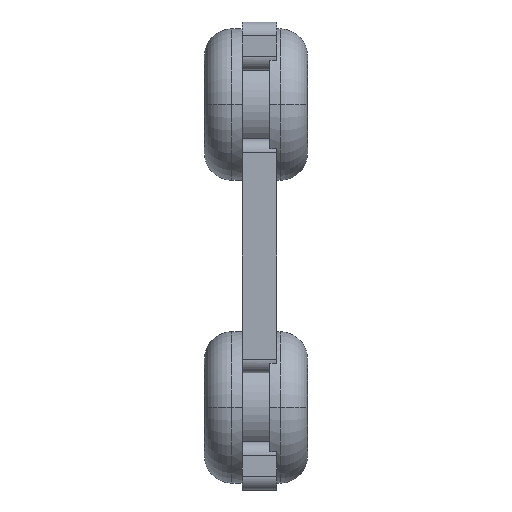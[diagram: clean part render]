
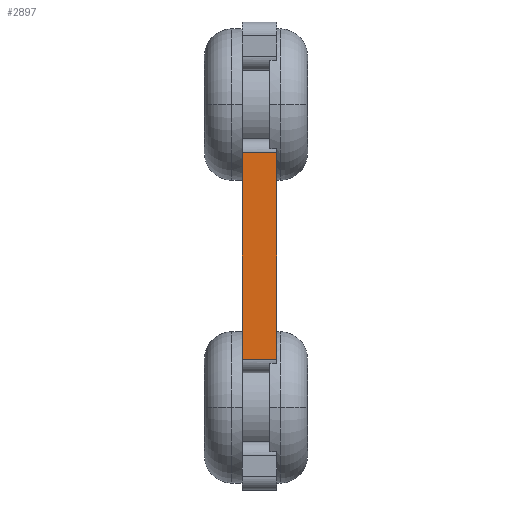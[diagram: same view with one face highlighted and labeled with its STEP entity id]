
A CAD part, left-side view. The second image highlights one B-rep face of the part: STEP entity #2897.
In plain terms, the highlighted planar face has unit normal (-1, 0, 0).
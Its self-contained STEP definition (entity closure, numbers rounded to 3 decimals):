
#344=DIRECTION('',(0.,0.,1.));
#345=VECTOR('',#344,15.);
#346=CARTESIAN_POINT('',(-26.,0.,-7.5));
#347=LINE('',#346,#345);
#430=DIRECTION('',(0.,-1.,0.));
#431=VECTOR('',#430,2.5);
#432=CARTESIAN_POINT('',(-26.,2.5,-7.5));
#433=LINE('',#432,#431);
#434=DIRECTION('',(0.,1.,0.));
#435=VECTOR('',#434,2.5);
#436=CARTESIAN_POINT('',(-26.,0.,7.5));
#437=LINE('',#436,#435);
#634=DIRECTION('',(0.,0.,1.));
#635=VECTOR('',#634,15.);
#636=CARTESIAN_POINT('',(-26.,2.5,-7.5));
#637=LINE('',#636,#635);
#2105=CARTESIAN_POINT('',(-26.,2.5,-7.5));
#2106=CARTESIAN_POINT('',(-26.,0.,-7.5));
#2107=VERTEX_POINT('',#2105);
#2108=VERTEX_POINT('',#2106);
#2109=CARTESIAN_POINT('',(-26.,0.,7.5));
#2110=CARTESIAN_POINT('',(-26.,2.5,7.5));
#2111=VERTEX_POINT('',#2109);
#2112=VERTEX_POINT('',#2110);
#2884=CARTESIAN_POINT('',(-26.,0.,-17.));
#2885=DIRECTION('',(-1.,0.,0.));
#2886=DIRECTION('',(0.,0.,1.));
#2887=AXIS2_PLACEMENT_3D('',#2884,#2885,#2886);
#2888=PLANE('',#2887);
#2890=ORIENTED_EDGE('',*,*,#2889,.F.);
#2892=ORIENTED_EDGE('',*,*,#2891,.T.);
#2893=ORIENTED_EDGE('',*,*,#2871,.F.);
#2894=ORIENTED_EDGE('',*,*,#2792,.F.);
#2895=EDGE_LOOP('',(#2890,#2892,#2893,#2894));
#2896=FACE_OUTER_BOUND('',#2895,.F.);
#2792=EDGE_CURVE('',#2108,#2111,#347,.T.);
#2871=EDGE_CURVE('',#2111,#2112,#437,.T.);
#2889=EDGE_CURVE('',#2107,#2108,#433,.T.);
#2891=EDGE_CURVE('',#2107,#2112,#637,.T.);
#2897=ADVANCED_FACE('',(#2896),#2888,.T.);
